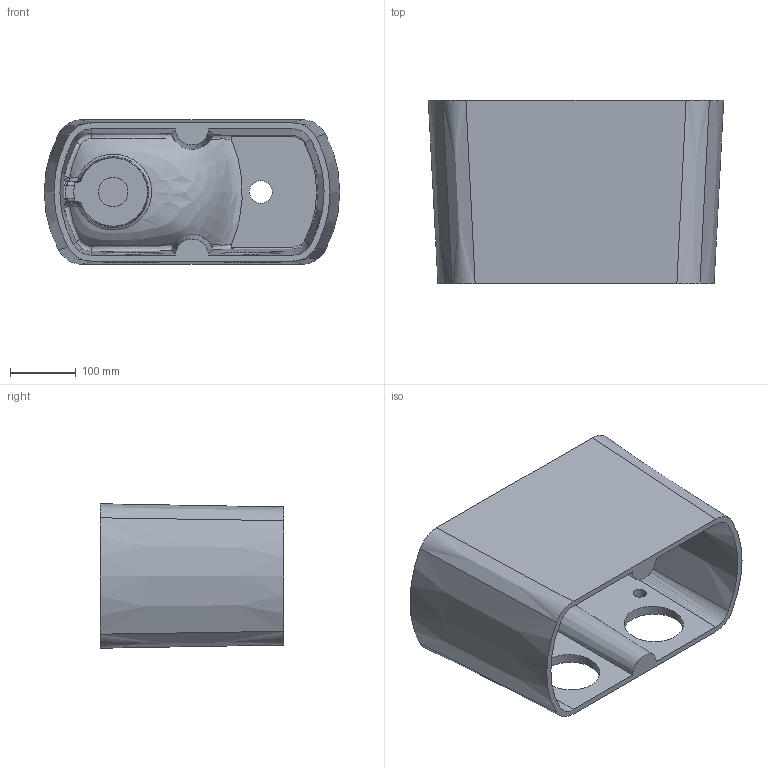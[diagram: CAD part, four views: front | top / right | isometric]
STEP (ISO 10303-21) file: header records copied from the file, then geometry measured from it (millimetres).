
FILE_DESCRIPTION (( 'STEP AP214' ), '1' );
FILE_NAME ('Helix L.STEP', '2022-10-11T11:29:34', ( 'User Windows' ), ( '' ), 'SwSTEP 2.0', 'SolidWorks 2020', '' );
FILE_SCHEMA (( 'AUTOMOTIVE_DESIGN' ));
Length unit declared in the file: millimetre
Products named in the file (1): Helix L
Bounding box: 449.99 x 279.89 x 220 mm (x, y, z)
Volume: 6357478.9 mm3; surface area: 802360.7 mm2
Topology: 2 solids, 2 shells, 155 faces, 389 edges, 232 vertices
Faces by surface type: bspline 78, plane 23, torus 21, cylinder 16, cone 11, sphere 6
Full cylindrical faces by diameter (mm): 20 x2, 35 x1, 45 x1, 90 x2
Entity records: 35841 total; most frequent: CARTESIAN_POINT 32783, ORIENTED_EDGE 732, DIRECTION 476, EDGE_CURVE 366, VERTEX_POINT 226, AXIS2_PLACEMENT_3D 221, B_SPLINE_CURVE_WITH_KNOTS 179, EDGE_LOOP 178
